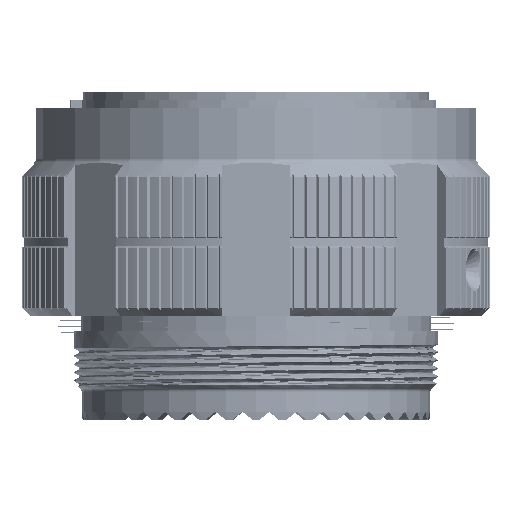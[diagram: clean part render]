
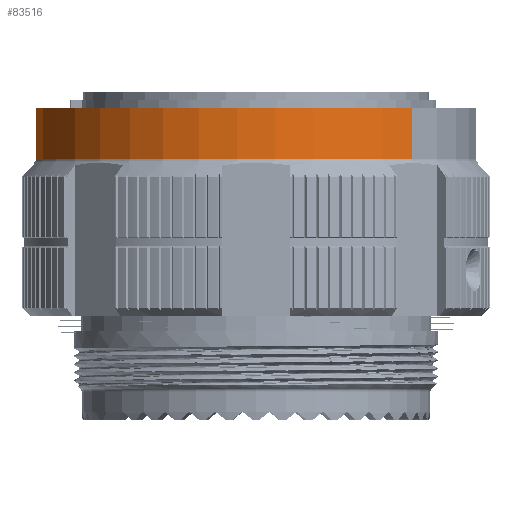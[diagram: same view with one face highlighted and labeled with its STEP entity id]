
A CAD part, left-side view. The second image highlights one B-rep face of the part: STEP entity #83516.
In plain terms, the highlighted cylindrical face has radius 20.561 mm (diameter 41.123 mm), a partial arc.
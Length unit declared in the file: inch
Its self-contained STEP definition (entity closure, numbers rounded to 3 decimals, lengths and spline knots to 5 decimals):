
#6522=CARTESIAN_POINT('',(0.,0.,0.53));
#6523=DIRECTION('',(0.,0.,1.));
#6524=DIRECTION('',(0.707,0.707,0.));
#6525=AXIS2_PLACEMENT_3D('',#6522,#6523,#6524);
#6542=DIRECTION('',(0.,0.,1.));
#6543=VECTOR('',#6542,0.185);
#6544=CARTESIAN_POINT('',(0.5724,0.5724,0.345));
#6545=LINE('',#6544,#6543);
#6546=DIRECTION('',(0.,0.,1.));
#6547=VECTOR('',#6546,0.185);
#6548=CARTESIAN_POINT('',(-0.5724,-0.5724,0.345));
#6549=LINE('',#6548,#6547);
#6550=CARTESIAN_POINT('',(0.,0.,0.345));
#6551=DIRECTION('',(0.,0.,1.));
#6552=DIRECTION('',(0.707,0.707,0.));
#6553=AXIS2_PLACEMENT_3D('',#6550,#6551,#6552);
#67137=CARTESIAN_POINT('',(0.5724,0.5724,0.345));
#67138=CARTESIAN_POINT('',(0.5724,0.5724,0.53));
#67139=VERTEX_POINT('',#67137);
#67140=VERTEX_POINT('',#67138);
#67141=CARTESIAN_POINT('',(-0.5724,-0.5724,0.345));
#67142=CARTESIAN_POINT('',(-0.5724,-0.5724,0.53));
#67143=VERTEX_POINT('',#67141);
#67144=VERTEX_POINT('',#67142);
#83502=CARTESIAN_POINT('',(0.,0.,0.56815));
#83503=DIRECTION('',(0.,0.,-1.));
#83504=DIRECTION('',(-0.707,-0.707,0.));
#83505=AXIS2_PLACEMENT_3D('',#83502,#83503,#83504);
#83506=CYLINDRICAL_SURFACE('',#83505,0.8095);
#83508=ORIENTED_EDGE('',*,*,#83507,.T.);
#83509=ORIENTED_EDGE('',*,*,#83490,.T.);
#83511=ORIENTED_EDGE('',*,*,#83510,.F.);
#83513=ORIENTED_EDGE('',*,*,#83512,.F.);
#83514=EDGE_LOOP('',(#83508,#83509,#83511,#83513));
#83515=FACE_OUTER_BOUND('',#83514,.F.);
#83516=ADVANCED_FACE('',(#83515),#83506,.T.);
#6526=CIRCLE('',#6525,0.8095);
#6554=CIRCLE('',#6553,0.8095);
#83490=EDGE_CURVE('',#67140,#67144,#6526,.T.);
#83507=EDGE_CURVE('',#67139,#67140,#6545,.T.);
#83510=EDGE_CURVE('',#67143,#67144,#6549,.T.);
#83512=EDGE_CURVE('',#67139,#67143,#6554,.T.);
